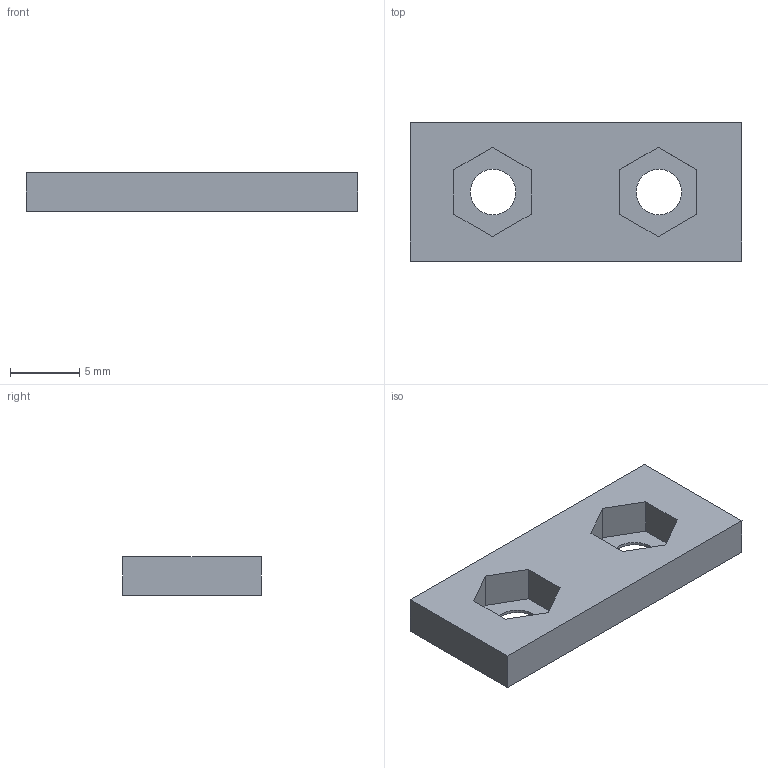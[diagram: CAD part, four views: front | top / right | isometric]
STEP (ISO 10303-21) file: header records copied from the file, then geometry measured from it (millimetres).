
FILE_DESCRIPTION(/* description */ (''),/* implementation_level */ '2;1');
FILE_NAME(/* name */ 'Bottom Connector.step',/* time_stamp */ '2026-01-14T13:16:28-05:00',/* author */ (''),/* organization */ (''),/* preprocessor_version */ 'ST-DEVELOPER v20.1',/* originating_system */ 'Autodesk Translation Framework v14.21.0.0',/* authorisation */ '');
FILE_SCHEMA (('AUTOMOTIVE_DESIGN { 1 0 10303 214 3 1 1 }'));
Length unit declared in the file: millimetre
Products named in the file (1): 2026-01-10-16-39-12-979
Bounding box: 24 x 10 x 2.8 mm (x, y, z)
Volume: 527.4 mm3; surface area: 741.2 mm2
Topology: 1 solids, 1 shells, 22 faces, 54 edges, 36 vertices
Faces by surface type: plane 20, cylinder 2
Full cylindrical faces by diameter (mm): 3.3 x2
Entity records: 683 total; most frequent: CARTESIAN_POINT 113, ORIENTED_EDGE 108, DIRECTION 104, EDGE_CURVE 54, LINE 50, VECTOR 50, VERTEX_POINT 36, EDGE_LOOP 28
